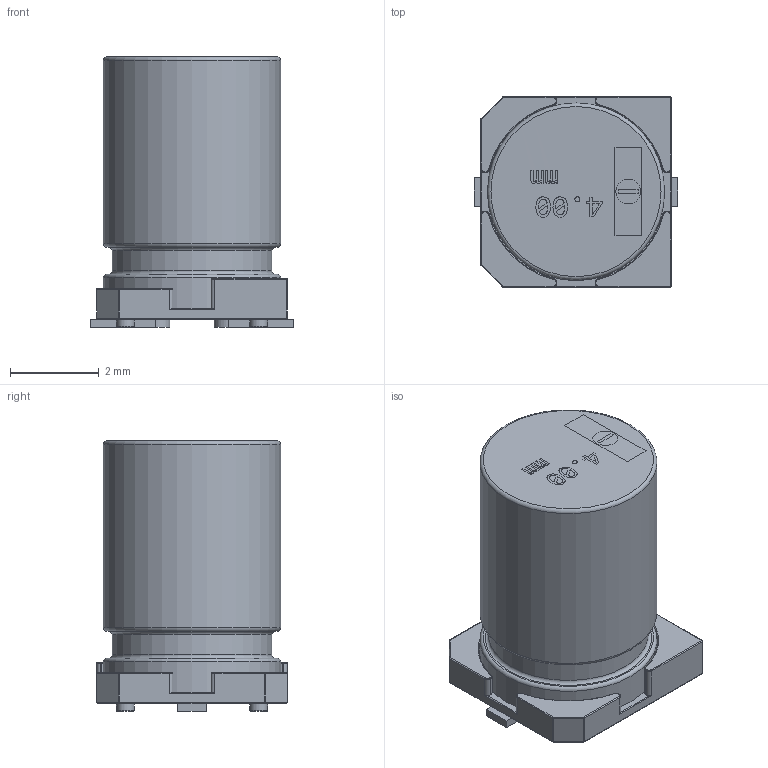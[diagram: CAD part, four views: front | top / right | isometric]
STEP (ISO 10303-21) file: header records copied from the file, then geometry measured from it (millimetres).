
FILE_DESCRIPTION(/* description */ (''),/* implementation_level */ '2;1');
FILE_NAME(/* name */ 'CAP SMT AL ELEC D4.00mm H6.10mm S4.30mm.step',/* time_stamp */ '2020-11-18T01:03:56+02:00',/* author */ (''),/* organization */ (''),/* preprocessor_version */ 'ST-DEVELOPER v18.1',/* originating_system */ 'Autodesk Translation Framework v9.3.0.1241',/* authorisation */ '');
FILE_SCHEMA (('AUTOMOTIVE_DESIGN { 1 0 10303 214 3 1 1 }'));
Length unit declared in the file: millimetre
Products named in the file (1): Model - SMT CAP ELEC
Bounding box: 4.6 x 4.3 x 6.1 mm (x, y, z)
Volume: 77.5 mm3; surface area: 129.7 mm2
Topology: 1 solids, 1 shells, 159 faces, 520 edges, 384 vertices
Faces by surface type: cylinder 63, plane 51, torus 33, sphere 12
Full cylindrical faces by diameter (mm): 0.4 x4, 3.6 x1, 4 x2
Entity records: 6300 total; most frequent: CARTESIAN_POINT 1672, ORIENTED_EDGE 1040, DIRECTION 869, EDGE_CURVE 520, VERTEX_POINT 384, AXIS2_PLACEMENT_3D 339, LINE 191, VECTOR 191
